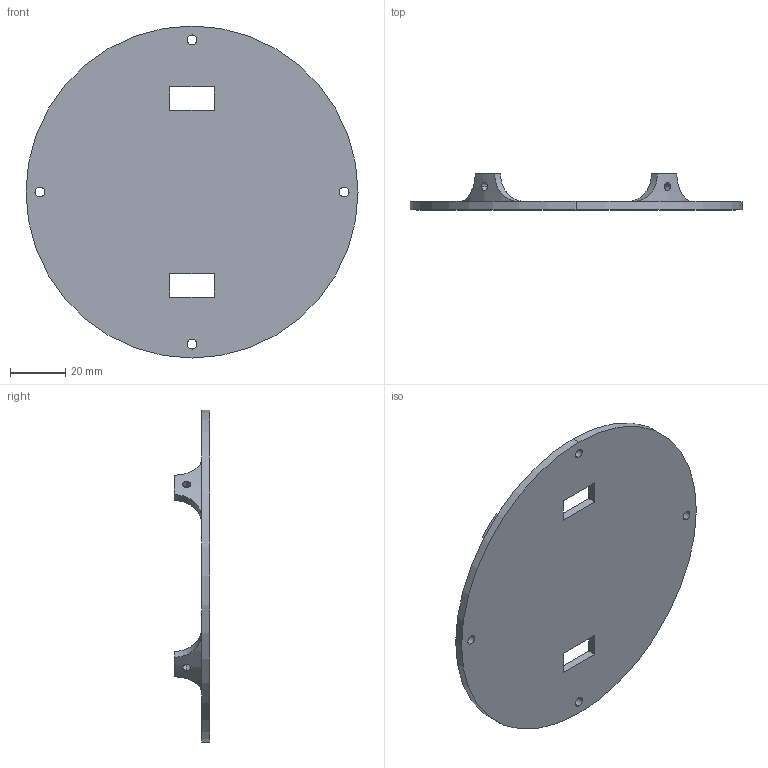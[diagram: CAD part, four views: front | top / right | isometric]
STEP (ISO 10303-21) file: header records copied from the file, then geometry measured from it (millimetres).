
FILE_DESCRIPTION (( 'STEP AP214' ), '1' );
FILE_NAME ('Base_plate2.STEP', '2025-07-06T04:48:00', ( '' ), ( '' ), 'SwSTEP 2.0', 'SolidWorks 2025', '' );
FILE_SCHEMA (( 'AUTOMOTIVE_DESIGN' ));
Length unit declared in the file: millimetre
Products named in the file (1): Base_plate2
Bounding box: 120 x 13 x 120 mm (x, y, z)
Volume: 34637.6 mm3; surface area: 24900.2 mm2
Topology: 1 solids, 1 shells, 48 faces, 126 edges, 84 vertices
Faces by surface type: cylinder 34, plane 14
Entity records: 2253 total; most frequent: CARTESIAN_POINT 1027, ORIENTED_EDGE 252, DIRECTION 228, EDGE_CURVE 126, AXIS2_PLACEMENT_3D 85, VERTEX_POINT 84, EDGE_LOOP 72, VECTOR 58
